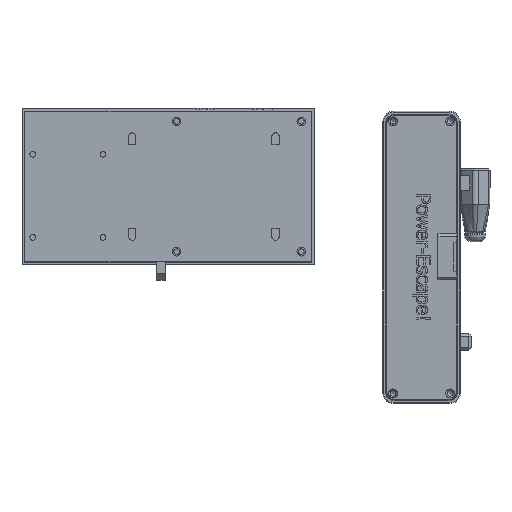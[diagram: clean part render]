
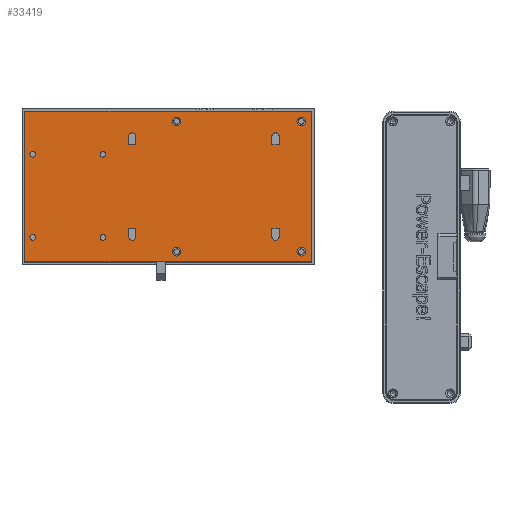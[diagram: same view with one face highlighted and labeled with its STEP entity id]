
A CAD part, front view. The second image highlights one B-rep face of the part: STEP entity #33419.
In plain terms, the highlighted face is planar.
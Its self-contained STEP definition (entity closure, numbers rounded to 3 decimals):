
#696=CIRCLE('',#35358,2.5);
#697=CIRCLE('',#35363,2.5);
#698=CIRCLE('',#35368,2.5);
#699=CIRCLE('',#35373,2.5);
#703=CIRCLE('',#35612,3.);
#706=CIRCLE('',#35617,3.);
#709=CIRCLE('',#35622,3.);
#712=CIRCLE('',#35627,3.);
#716=CIRCLE('',#35652,1.95);
#718=CIRCLE('',#35655,1.95);
#720=CIRCLE('',#35658,1.95);
#722=CIRCLE('',#35661,1.95);
#1732=FACE_BOUND('',#5104,.T.);
#1733=FACE_BOUND('',#5105,.T.);
#1734=FACE_BOUND('',#5106,.T.);
#1735=FACE_BOUND('',#5107,.T.);
#1736=FACE_BOUND('',#5108,.T.);
#1737=FACE_BOUND('',#5109,.T.);
#1738=FACE_BOUND('',#5110,.T.);
#1739=FACE_BOUND('',#5111,.T.);
#1740=FACE_BOUND('',#5112,.T.);
#1741=FACE_BOUND('',#5113,.T.);
#1742=FACE_BOUND('',#5114,.T.);
#1743=FACE_BOUND('',#5115,.T.);
#3197=FACE_OUTER_BOUND('',#5103,.T.);
#5103=EDGE_LOOP('',(#29002,#29003,#29004,#29005));
#5104=EDGE_LOOP('',(#29006,#29007,#29008,#29009));
#5105=EDGE_LOOP('',(#29010,#29011,#29012,#29013));
#5106=EDGE_LOOP('',(#29014,#29015,#29016,#29017));
#5107=EDGE_LOOP('',(#29018,#29019,#29020,#29021));
#5108=EDGE_LOOP('',(#29022));
#5109=EDGE_LOOP('',(#29023));
#5110=EDGE_LOOP('',(#29024));
#5111=EDGE_LOOP('',(#29025));
#5112=EDGE_LOOP('',(#29026));
#5113=EDGE_LOOP('',(#29027));
#5114=EDGE_LOOP('',(#29028));
#5115=EDGE_LOOP('',(#29029));
#7935=LINE('',#51785,#11843);
#8130=LINE('',#52174,#12038);
#8132=LINE('',#52178,#12040);
#8134=LINE('',#52181,#12042);
#8137=LINE('',#52190,#12045);
#8139=LINE('',#52194,#12047);
#8141=LINE('',#52197,#12049);
#8144=LINE('',#52206,#12052);
#8146=LINE('',#52210,#12054);
#8148=LINE('',#52213,#12056);
#8151=LINE('',#52222,#12059);
#8153=LINE('',#52226,#12061);
#8155=LINE('',#52229,#12063);
#8255=LINE('',#52805,#12163);
#8775=LINE('',#53890,#12683);
#8776=LINE('',#53892,#12684);
#11843=VECTOR('',#40954,10.);
#12038=VECTOR('',#41237,10.);
#12040=VECTOR('',#41241,10.);
#12042=VECTOR('',#41245,10.);
#12045=VECTOR('',#41254,10.);
#12047=VECTOR('',#41258,10.);
#12049=VECTOR('',#41262,10.);
#12052=VECTOR('',#41271,10.);
#12054=VECTOR('',#41275,10.);
#12056=VECTOR('',#41279,10.);
#12059=VECTOR('',#41288,10.);
#12061=VECTOR('',#41292,10.);
#12063=VECTOR('',#41296,10.);
#12163=VECTOR('',#41460,10.);
#12683=VECTOR('',#42548,10.);
#12684=VECTOR('',#42551,10.);
#15319=VERTEX_POINT('',#51782);
#15320=VERTEX_POINT('',#51784);
#15468=VERTEX_POINT('',#52167);
#15469=VERTEX_POINT('',#52168);
#15470=VERTEX_POINT('',#52173);
#15471=VERTEX_POINT('',#52177);
#15472=VERTEX_POINT('',#52183);
#15473=VERTEX_POINT('',#52184);
#15474=VERTEX_POINT('',#52189);
#15475=VERTEX_POINT('',#52193);
#15476=VERTEX_POINT('',#52199);
#15477=VERTEX_POINT('',#52200);
#15478=VERTEX_POINT('',#52205);
#15479=VERTEX_POINT('',#52209);
#15480=VERTEX_POINT('',#52215);
#15481=VERTEX_POINT('',#52216);
#15482=VERTEX_POINT('',#52221);
#15483=VERTEX_POINT('',#52225);
#15574=VERTEX_POINT('',#52803);
#15575=VERTEX_POINT('',#52804);
#15795=VERTEX_POINT('',#53655);
#15798=VERTEX_POINT('',#53664);
#15801=VERTEX_POINT('',#53673);
#15804=VERTEX_POINT('',#53682);
#15824=VERTEX_POINT('',#53762);
#15826=VERTEX_POINT('',#53768);
#15828=VERTEX_POINT('',#53774);
#15830=VERTEX_POINT('',#53780);
#19420=EDGE_CURVE('',#15319,#15320,#7935,.T.);
#19621=EDGE_CURVE('',#15468,#15469,#696,.T.);
#19624=EDGE_CURVE('',#15469,#15470,#8130,.T.);
#19626=EDGE_CURVE('',#15470,#15471,#8132,.T.);
#19628=EDGE_CURVE('',#15471,#15468,#8134,.T.);
#19629=EDGE_CURVE('',#15472,#15473,#697,.T.);
#19632=EDGE_CURVE('',#15473,#15474,#8137,.T.);
#19634=EDGE_CURVE('',#15474,#15475,#8139,.T.);
#19636=EDGE_CURVE('',#15475,#15472,#8141,.T.);
#19637=EDGE_CURVE('',#15476,#15477,#698,.T.);
#19640=EDGE_CURVE('',#15477,#15478,#8144,.T.);
#19642=EDGE_CURVE('',#15478,#15479,#8146,.T.);
#19644=EDGE_CURVE('',#15479,#15476,#8148,.T.);
#19645=EDGE_CURVE('',#15480,#15481,#699,.T.);
#19648=EDGE_CURVE('',#15481,#15482,#8151,.T.);
#19650=EDGE_CURVE('',#15482,#15483,#8153,.T.);
#19652=EDGE_CURVE('',#15483,#15480,#8155,.T.);
#19788=EDGE_CURVE('',#15574,#15575,#8255,.T.);
#20219=EDGE_CURVE('',#15795,#15795,#703,.T.);
#20223=EDGE_CURVE('',#15798,#15798,#706,.T.);
#20227=EDGE_CURVE('',#15801,#15801,#709,.T.);
#20231=EDGE_CURVE('',#15804,#15804,#712,.T.);
#20271=EDGE_CURVE('',#15824,#15824,#716,.T.);
#20274=EDGE_CURVE('',#15826,#15826,#718,.T.);
#20277=EDGE_CURVE('',#15828,#15828,#720,.T.);
#20280=EDGE_CURVE('',#15830,#15830,#722,.T.);
#20333=EDGE_CURVE('',#15320,#15574,#8775,.T.);
#20334=EDGE_CURVE('',#15575,#15319,#8776,.T.);
#29002=ORIENTED_EDGE('',*,*,#20334,.F.);
#29003=ORIENTED_EDGE('',*,*,#19788,.F.);
#29004=ORIENTED_EDGE('',*,*,#20333,.F.);
#29005=ORIENTED_EDGE('',*,*,#19420,.F.);
#29006=ORIENTED_EDGE('',*,*,#19626,.T.);
#29007=ORIENTED_EDGE('',*,*,#19628,.T.);
#29008=ORIENTED_EDGE('',*,*,#19621,.T.);
#29009=ORIENTED_EDGE('',*,*,#19624,.T.);
#29010=ORIENTED_EDGE('',*,*,#19634,.T.);
#29011=ORIENTED_EDGE('',*,*,#19636,.T.);
#29012=ORIENTED_EDGE('',*,*,#19629,.T.);
#29013=ORIENTED_EDGE('',*,*,#19632,.T.);
#29014=ORIENTED_EDGE('',*,*,#19642,.T.);
#29015=ORIENTED_EDGE('',*,*,#19644,.T.);
#29016=ORIENTED_EDGE('',*,*,#19637,.T.);
#29017=ORIENTED_EDGE('',*,*,#19640,.T.);
#29018=ORIENTED_EDGE('',*,*,#19650,.T.);
#29019=ORIENTED_EDGE('',*,*,#19652,.T.);
#29020=ORIENTED_EDGE('',*,*,#19645,.T.);
#29021=ORIENTED_EDGE('',*,*,#19648,.T.);
#29022=ORIENTED_EDGE('',*,*,#20219,.T.);
#29023=ORIENTED_EDGE('',*,*,#20223,.T.);
#29024=ORIENTED_EDGE('',*,*,#20227,.T.);
#29025=ORIENTED_EDGE('',*,*,#20231,.T.);
#29026=ORIENTED_EDGE('',*,*,#20271,.T.);
#29027=ORIENTED_EDGE('',*,*,#20274,.T.);
#29028=ORIENTED_EDGE('',*,*,#20277,.T.);
#29029=ORIENTED_EDGE('',*,*,#20280,.T.);
#31797=PLANE('',#35694);
#33419=ADVANCED_FACE('',(#3197,#1732,#1733,#1734,#1735,#1736,#1737,#1738,
#1739,#1740,#1741,#1742,#1743),#31797,.F.);
#35358=AXIS2_PLACEMENT_3D('',#52169,#41231,#41232);
#35363=AXIS2_PLACEMENT_3D('',#52185,#41248,#41249);
#35368=AXIS2_PLACEMENT_3D('',#52201,#41265,#41266);
#35373=AXIS2_PLACEMENT_3D('',#52217,#41282,#41283);
#35612=AXIS2_PLACEMENT_3D('',#53656,#42294,#42295);
#35617=AXIS2_PLACEMENT_3D('',#53665,#42305,#42306);
#35622=AXIS2_PLACEMENT_3D('',#53674,#42316,#42317);
#35627=AXIS2_PLACEMENT_3D('',#53683,#42327,#42328);
#35652=AXIS2_PLACEMENT_3D('',#53764,#42413,#42414);
#35655=AXIS2_PLACEMENT_3D('',#53770,#42420,#42421);
#35658=AXIS2_PLACEMENT_3D('',#53776,#42427,#42428);
#35661=AXIS2_PLACEMENT_3D('',#53782,#42434,#42435);
#35694=AXIS2_PLACEMENT_3D('',#53893,#42552,#42553);
#40954=DIRECTION('',(0.,1.,0.));
#41231=DIRECTION('center_axis',(1.,0.,0.));
#41232=DIRECTION('ref_axis',(0.,1.,0.));
#41237=DIRECTION('',(0.,0.,-1.));
#41241=DIRECTION('',(0.,1.,0.));
#41245=DIRECTION('',(0.,0.,1.));
#41248=DIRECTION('center_axis',(1.,0.,0.));
#41249=DIRECTION('ref_axis',(0.,-1.,0.));
#41254=DIRECTION('',(0.,0.,1.));
#41258=DIRECTION('',(0.,-1.,0.));
#41262=DIRECTION('',(0.,0.,-1.));
#41265=DIRECTION('center_axis',(1.,0.,0.));
#41266=DIRECTION('ref_axis',(0.,-1.,0.));
#41271=DIRECTION('',(0.,0.,1.));
#41275=DIRECTION('',(0.,-1.,0.));
#41279=DIRECTION('',(0.,0.,-1.));
#41282=DIRECTION('center_axis',(1.,0.,0.));
#41283=DIRECTION('ref_axis',(0.,1.,0.));
#41288=DIRECTION('',(0.,0.,-1.));
#41292=DIRECTION('',(0.,1.,0.));
#41296=DIRECTION('',(0.,0.,1.));
#41460=DIRECTION('',(0.,-1.,0.));
#42294=DIRECTION('center_axis',(1.,0.,0.));
#42295=DIRECTION('ref_axis',(0.,0.,1.));
#42305=DIRECTION('center_axis',(1.,0.,0.));
#42306=DIRECTION('ref_axis',(0.,0.,1.));
#42316=DIRECTION('center_axis',(1.,0.,0.));
#42317=DIRECTION('ref_axis',(0.,0.,1.));
#42327=DIRECTION('center_axis',(1.,0.,0.));
#42328=DIRECTION('ref_axis',(0.,0.,1.));
#42413=DIRECTION('center_axis',(1.,0.,0.));
#42414=DIRECTION('ref_axis',(0.,0.,-1.));
#42420=DIRECTION('center_axis',(1.,0.,0.));
#42421=DIRECTION('ref_axis',(0.,0.,-1.));
#42427=DIRECTION('center_axis',(1.,0.,0.));
#42428=DIRECTION('ref_axis',(0.,0.,-1.));
#42434=DIRECTION('center_axis',(1.,0.,0.));
#42435=DIRECTION('ref_axis',(0.,0.,-1.));
#42548=DIRECTION('',(0.,0.,1.));
#42551=DIRECTION('',(0.,0.,-1.));
#42552=DIRECTION('center_axis',(1.,0.,0.));
#42553=DIRECTION('ref_axis',(0.,0.,-1.));
#51782=CARTESIAN_POINT('',(0.,-200.,-105.));
#51784=CARTESIAN_POINT('',(0.,0.,-105.));
#51785=CARTESIAN_POINT('',(0.,-200.,-105.));
#52167=CARTESIAN_POINT('',(0.,-172.5,-17.5));
#52168=CARTESIAN_POINT('',(0.,-177.5,-17.5));
#52169=CARTESIAN_POINT('Origin',(0.,-175.,-17.5));
#52173=CARTESIAN_POINT('',(0.,-177.5,-23.5));
#52174=CARTESIAN_POINT('',(0.,-177.5,-38.));
#52177=CARTESIAN_POINT('',(0.,-172.5,-23.5));
#52178=CARTESIAN_POINT('',(0.,-136.25,-23.5));
#52181=CARTESIAN_POINT('',(0.,-172.5,-35.));
#52183=CARTESIAN_POINT('',(0.,-77.5,-87.5));
#52184=CARTESIAN_POINT('',(0.,-72.5,-87.5));
#52185=CARTESIAN_POINT('Origin',(0.,-75.,-87.5));
#52189=CARTESIAN_POINT('',(0.,-72.5,-81.5));
#52190=CARTESIAN_POINT('',(0.,-72.5,-67.));
#52193=CARTESIAN_POINT('',(0.,-77.5,-81.5));
#52194=CARTESIAN_POINT('',(0.,-88.75,-81.5));
#52197=CARTESIAN_POINT('',(0.,-77.5,-70.));
#52199=CARTESIAN_POINT('',(0.,-177.5,-87.5));
#52200=CARTESIAN_POINT('',(0.,-172.5,-87.5));
#52201=CARTESIAN_POINT('Origin',(0.,-175.,-87.5));
#52205=CARTESIAN_POINT('',(0.,-172.5,-81.5));
#52206=CARTESIAN_POINT('',(0.,-172.5,-67.));
#52209=CARTESIAN_POINT('',(0.,-177.5,-81.5));
#52210=CARTESIAN_POINT('',(0.,-138.75,-81.5));
#52213=CARTESIAN_POINT('',(0.,-177.5,-70.));
#52215=CARTESIAN_POINT('',(0.,-72.5,-17.5));
#52216=CARTESIAN_POINT('',(0.,-77.5,-17.5));
#52217=CARTESIAN_POINT('Origin',(0.,-75.,-17.5));
#52221=CARTESIAN_POINT('',(0.,-77.5,-23.5));
#52222=CARTESIAN_POINT('',(0.,-77.5,-38.));
#52225=CARTESIAN_POINT('',(0.,-72.5,-23.5));
#52226=CARTESIAN_POINT('',(0.,-86.25,-23.5));
#52229=CARTESIAN_POINT('',(0.,-72.5,-35.));
#52803=CARTESIAN_POINT('',(0.,0.,0.));
#52804=CARTESIAN_POINT('',(0.,-200.,0.));
#52805=CARTESIAN_POINT('',(0.,0.,0.));
#53655=CARTESIAN_POINT('',(0.,-106.,-101.));
#53656=CARTESIAN_POINT('Origin',(0.,-106.,-98.));
#53664=CARTESIAN_POINT('',(0.,-193.,-101.));
#53665=CARTESIAN_POINT('Origin',(0.,-193.,-98.));
#53673=CARTESIAN_POINT('',(0.,-106.,-10.));
#53674=CARTESIAN_POINT('Origin',(0.,-106.,-7.));
#53682=CARTESIAN_POINT('',(0.,-193.,-10.));
#53683=CARTESIAN_POINT('Origin',(0.,-193.,-7.));
#53762=CARTESIAN_POINT('',(0.,-54.5,-86.05));
#53764=CARTESIAN_POINT('Origin',(0.,-54.5,-88.));
#53768=CARTESIAN_POINT('',(0.,-5.5,-28.05));
#53770=CARTESIAN_POINT('Origin',(0.,-5.5,-30.));
#53774=CARTESIAN_POINT('',(0.,-5.5,-86.05));
#53776=CARTESIAN_POINT('Origin',(0.,-5.5,-88.));
#53780=CARTESIAN_POINT('',(0.,-54.5,-28.05));
#53782=CARTESIAN_POINT('Origin',(0.,-54.5,-30.));
#53890=CARTESIAN_POINT('',(0.,0.,-105.));
#53892=CARTESIAN_POINT('',(0.,-200.,0.));
#53893=CARTESIAN_POINT('Origin',(0.,-100.,-52.5));
